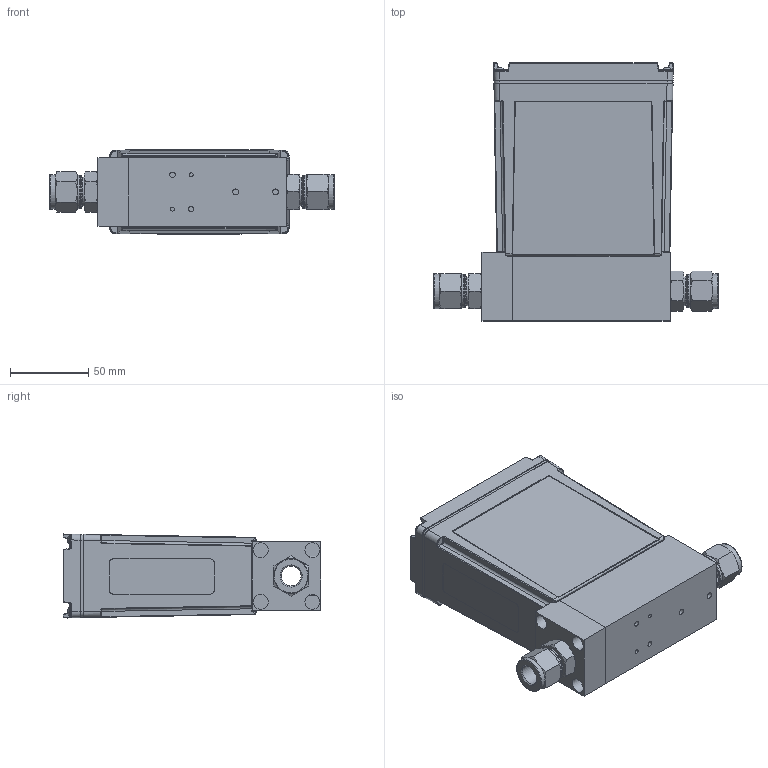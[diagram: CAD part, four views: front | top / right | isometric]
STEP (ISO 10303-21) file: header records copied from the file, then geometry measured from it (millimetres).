
FILE_DESCRIPTION (( 'STEP AP214' ), '1' );
FILE_NAME ('GE250-.50TUBE-15Pin-5VDC.STEP', '2016-01-28T19:26:01', ( 'MKS' ), ( 'MKS' ), 'SwSTEP 2.0', 'SolidWorks 2012', '' );
FILE_SCHEMA (( 'AUTOMOTIVE_DESIGN' ));
Length unit declared in the file: inch
Products named in the file (1): GE250-.50TUBE-15Pin-5VDC
Bounding box: 181.38 x 164.52 x 53.57 mm (x, y, z)
Surface area: 107858.5 mm2 (no closed solid volume)
Topology: 0 solids, 50 shells, 670 faces, 2442 edges, 1766 vertices
Faces by surface type: plane 301, cylinder 210, bspline 83, cone 51, sphere 17, torus 8
Full cylindrical faces by diameter (mm): 0.61 x15, 2.261 x2, 2.5 x2, 3.454 x2, 3.797 x2, 4.064 x2, 5.944 x4, 6.147 x4, 6.35 x2, 9.525 x4, 12.7 x2, 14.224 x1, 18.521 x2, 22.225 x2
Entity records: 39008 total; most frequent: CARTESIAN_POINT 11632, DIRECTION 3518, ORIENTED_EDGE 3460, EDGE_CURVE 2332, VERTEX_POINT 1750, VECTOR 1240, LINE 1240, AXIS2_PLACEMENT_3D 1139
